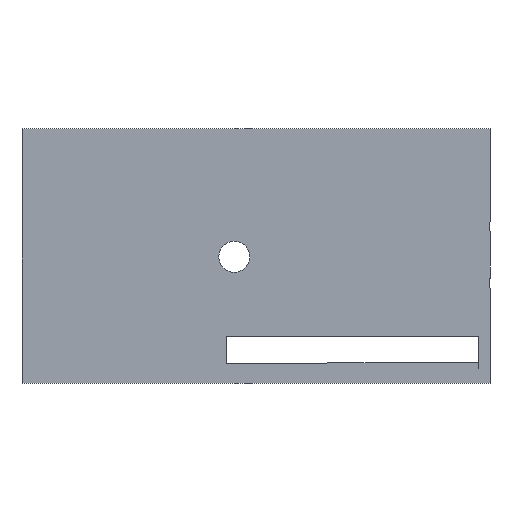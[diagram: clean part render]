
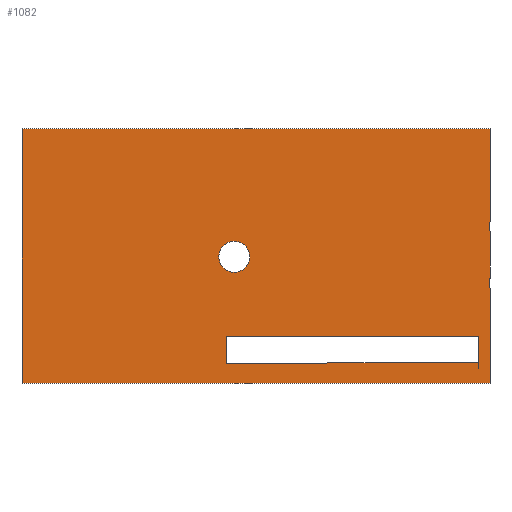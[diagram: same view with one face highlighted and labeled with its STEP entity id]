
A CAD part, top view. The second image highlights one B-rep face of the part: STEP entity #1082.
In plain terms, the highlighted planar face has unit normal (0, 0, 1).
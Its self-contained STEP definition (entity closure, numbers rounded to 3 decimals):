
#15=B_SPLINE_CURVE_WITH_KNOTS('',3,(#1665,#1666,#1667,#1668,#1669,#1670,
#1671,#1672,#1673,#1674,#1675),.UNSPECIFIED.,.F.,.F.,(4,2,3,2,4),(0.843,
0.863,0.905,0.947,0.967),
 .UNSPECIFIED.);
#18=B_SPLINE_CURVE_WITH_KNOTS('',3,(#1744,#1745,#1746,#1747,#1748,#1749,
#1750,#1751,#1752,#1753,#1754),.UNSPECIFIED.,.F.,.F.,(4,2,3,2,4),(0.843,
0.863,0.905,0.947,0.967),
 .UNSPECIFIED.);
#24=FACE_BOUND('',#155,.T.);
#25=FACE_BOUND('',#156,.T.);
#36=PLANE('',#1172);
#95=FACE_OUTER_BOUND('',#154,.T.);
#154=EDGE_LOOP('',(#824,#825,#826,#827,#828,#829,#830,#831));
#155=EDGE_LOOP('',(#832));
#156=EDGE_LOOP('',(#833,#834,#835,#836,#837));
#247=LINE('',#1708,#364);
#249=LINE('',#1735,#366);
#250=LINE('',#1737,#367);
#251=LINE('',#1739,#368);
#252=LINE('',#1741,#369);
#253=LINE('',#1743,#370);
#254=LINE('',#1757,#371);
#255=LINE('',#1759,#372);
#256=LINE('',#1761,#373);
#257=LINE('',#1763,#374);
#258=LINE('',#1764,#375);
#364=VECTOR('',#1332,10.);
#366=VECTOR('',#1338,10.);
#367=VECTOR('',#1339,10.);
#368=VECTOR('',#1340,10.);
#369=VECTOR('',#1341,10.);
#370=VECTOR('',#1342,10.);
#371=VECTOR('',#1343,10.);
#372=VECTOR('',#1344,10.);
#373=VECTOR('',#1345,10.);
#374=VECTOR('',#1346,10.);
#375=VECTOR('',#1347,10.);
#445=CIRCLE('',#1149,2.);
#482=VERTEX_POINT('',#1557);
#528=VERTEX_POINT('',#1662);
#529=VERTEX_POINT('',#1664);
#533=VERTEX_POINT('',#1707);
#536=VERTEX_POINT('',#1734);
#537=VERTEX_POINT('',#1736);
#538=VERTEX_POINT('',#1738);
#539=VERTEX_POINT('',#1740);
#540=VERTEX_POINT('',#1742);
#541=VERTEX_POINT('',#1755);
#542=VERTEX_POINT('',#1756);
#543=VERTEX_POINT('',#1758);
#544=VERTEX_POINT('',#1760);
#545=VERTEX_POINT('',#1762);
#590=EDGE_CURVE('',#482,#482,#445,.T.);
#639=EDGE_CURVE('',#528,#529,#15,.T.);
#646=EDGE_CURVE('',#533,#529,#247,.T.);
#650=EDGE_CURVE('',#528,#536,#249,.T.);
#651=EDGE_CURVE('',#537,#536,#250,.T.);
#652=EDGE_CURVE('',#538,#537,#251,.T.);
#653=EDGE_CURVE('',#539,#538,#252,.T.);
#654=EDGE_CURVE('',#539,#540,#253,.T.);
#655=EDGE_CURVE('',#533,#540,#18,.T.);
#656=EDGE_CURVE('',#541,#542,#254,.T.);
#657=EDGE_CURVE('',#542,#543,#255,.T.);
#658=EDGE_CURVE('',#543,#544,#256,.T.);
#659=EDGE_CURVE('',#544,#545,#257,.T.);
#660=EDGE_CURVE('',#541,#545,#258,.T.);
#824=ORIENTED_EDGE('',*,*,#639,.F.);
#825=ORIENTED_EDGE('',*,*,#650,.T.);
#826=ORIENTED_EDGE('',*,*,#651,.F.);
#827=ORIENTED_EDGE('',*,*,#652,.F.);
#828=ORIENTED_EDGE('',*,*,#653,.F.);
#829=ORIENTED_EDGE('',*,*,#654,.T.);
#830=ORIENTED_EDGE('',*,*,#655,.F.);
#831=ORIENTED_EDGE('',*,*,#646,.T.);
#832=ORIENTED_EDGE('',*,*,#590,.T.);
#833=ORIENTED_EDGE('',*,*,#656,.T.);
#834=ORIENTED_EDGE('',*,*,#657,.T.);
#835=ORIENTED_EDGE('',*,*,#658,.T.);
#836=ORIENTED_EDGE('',*,*,#659,.T.);
#837=ORIENTED_EDGE('',*,*,#660,.F.);
#1082=ADVANCED_FACE('',(#95,#24,#25),#36,.T.);
#1149=AXIS2_PLACEMENT_3D('',#1558,#1251,#1252);
#1172=AXIS2_PLACEMENT_3D('',#1733,#1336,#1337);
#1251=DIRECTION('center_axis',(0.,0.,-1.));
#1252=DIRECTION('ref_axis',(-1.,0.,0.));
#1332=DIRECTION('',(0.,1.,0.));
#1336=DIRECTION('center_axis',(0.,0.,1.));
#1337=DIRECTION('ref_axis',(1.,0.,0.));
#1338=DIRECTION('',(0.,1.,0.));
#1339=DIRECTION('',(1.,0.,0.));
#1340=DIRECTION('',(0.,1.,0.));
#1341=DIRECTION('',(-1.,0.,0.));
#1342=DIRECTION('',(0.,1.,0.));
#1343=DIRECTION('',(0.,1.,0.));
#1344=DIRECTION('',(1.,0.,0.));
#1345=DIRECTION('',(0.,-1.,0.));
#1346=DIRECTION('',(-0.002,1.,0.));
#1347=DIRECTION('',(1.,0.002,0.));
#1557=CARTESIAN_POINT('',(27.2,-14.35,14.476));
#1558=CARTESIAN_POINT('Origin',(25.2,-14.35,14.476));
#1662=CARTESIAN_POINT('',(58.2,-9.779,14.476));
#1664=CARTESIAN_POINT('',(58.2,-11.102,14.476));
#1665=CARTESIAN_POINT('Ctrl Pts',(58.2,-9.779,14.476));
#1666=CARTESIAN_POINT('Ctrl Pts',(58.2,-9.846,14.476));
#1667=CARTESIAN_POINT('Ctrl Pts',(58.196,-9.926,14.476));
#1668=CARTESIAN_POINT('Ctrl Pts',(58.183,-10.132,14.476));
#1669=CARTESIAN_POINT('Ctrl Pts',(58.168,-10.3,14.476));
#1670=CARTESIAN_POINT('Ctrl Pts',(58.168,-10.441,14.476));
#1671=CARTESIAN_POINT('Ctrl Pts',(58.168,-10.581,14.476));
#1672=CARTESIAN_POINT('Ctrl Pts',(58.183,-10.749,14.476));
#1673=CARTESIAN_POINT('Ctrl Pts',(58.196,-10.956,14.476));
#1674=CARTESIAN_POINT('Ctrl Pts',(58.2,-11.036,14.476));
#1675=CARTESIAN_POINT('Ctrl Pts',(58.2,-11.102,14.476));
#1707=CARTESIAN_POINT('',(58.2,-17.107,14.476));
#1708=CARTESIAN_POINT('',(58.2,-21.975,14.476));
#1733=CARTESIAN_POINT('Origin',(28.5,-14.25,14.476));
#1734=CARTESIAN_POINT('',(58.2,2.2,14.476));
#1735=CARTESIAN_POINT('',(58.2,-21.975,14.476));
#1736=CARTESIAN_POINT('',(-2.2,2.2,14.476));
#1737=CARTESIAN_POINT('',(43.35,2.2,14.476));
#1738=CARTESIAN_POINT('',(-2.2,-30.7,14.476));
#1739=CARTESIAN_POINT('',(-2.2,-6.525,14.476));
#1740=CARTESIAN_POINT('',(58.2,-30.7,14.476));
#1741=CARTESIAN_POINT('',(13.65,-30.7,14.476));
#1742=CARTESIAN_POINT('',(58.2,-18.43,14.476));
#1743=CARTESIAN_POINT('',(58.2,-21.975,14.476));
#1744=CARTESIAN_POINT('Ctrl Pts',(58.2,-17.107,14.476));
#1745=CARTESIAN_POINT('Ctrl Pts',(58.2,-17.173,14.476));
#1746=CARTESIAN_POINT('Ctrl Pts',(58.196,-17.253,14.476));
#1747=CARTESIAN_POINT('Ctrl Pts',(58.183,-17.46,14.476));
#1748=CARTESIAN_POINT('Ctrl Pts',(58.168,-17.628,14.476));
#1749=CARTESIAN_POINT('Ctrl Pts',(58.168,-17.768,14.476));
#1750=CARTESIAN_POINT('Ctrl Pts',(58.168,-17.909,14.476));
#1751=CARTESIAN_POINT('Ctrl Pts',(58.183,-18.077,14.476));
#1752=CARTESIAN_POINT('Ctrl Pts',(58.196,-18.283,14.476));
#1753=CARTESIAN_POINT('Ctrl Pts',(58.2,-18.363,14.476));
#1754=CARTESIAN_POINT('Ctrl Pts',(58.2,-18.43,14.476));
#1755=CARTESIAN_POINT('',(24.2,-28.093,14.476));
#1756=CARTESIAN_POINT('',(24.2,-24.593,14.476));
#1757=CARTESIAN_POINT('',(24.2,-21.521,14.476));
#1758=CARTESIAN_POINT('',(56.7,-24.593,14.476));
#1759=CARTESIAN_POINT('',(26.35,-24.593,14.476));
#1760=CARTESIAN_POINT('',(56.7,-28.712,14.476));
#1761=CARTESIAN_POINT('',(56.7,-20.021,14.476));
#1762=CARTESIAN_POINT('',(56.698,-28.012,14.476));
#1763=CARTESIAN_POINT('',(56.7,-28.712,14.476));
#1764=CARTESIAN_POINT('',(42.616,-28.047,14.476));
